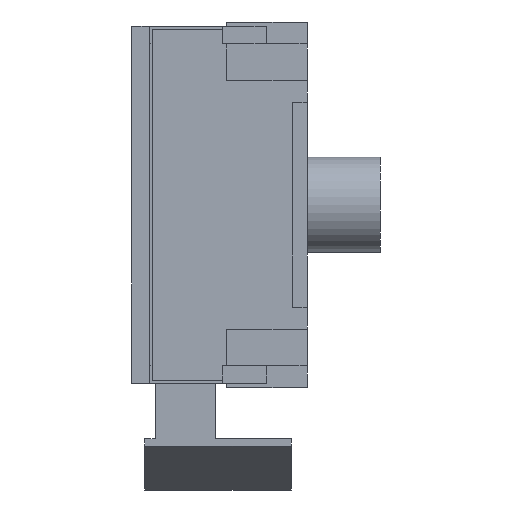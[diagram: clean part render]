
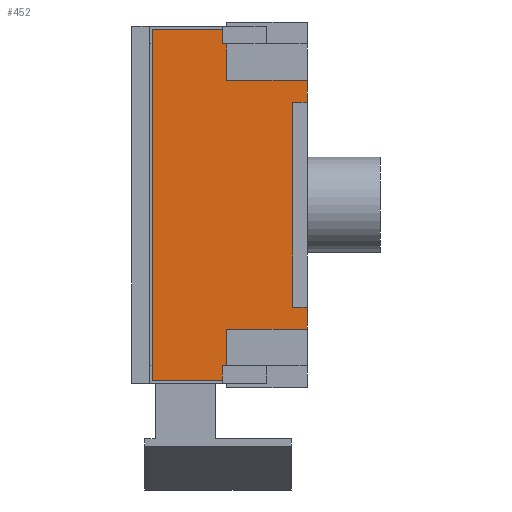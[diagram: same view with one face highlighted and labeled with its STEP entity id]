
A CAD part, left-side view. The second image highlights one B-rep face of the part: STEP entity #452.
In plain terms, the highlighted planar face has unit normal (-1, 0, 0).
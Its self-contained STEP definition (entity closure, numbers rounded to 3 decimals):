
#23 = EDGE_CURVE ( 'NONE', #785, #652, #1006, .T. ) ;
#47 = EDGE_CURVE ( 'NONE', #422, #2975, #1189, .T. ) ;
#50 = EDGE_CURVE ( 'NONE', #2299, #2991, #1202, .T. ) ;
#65 = ORIENTED_EDGE ( 'NONE', *, *, #47, .F. ) ;
#110 = VERTEX_POINT ( 'NONE', #1481 ) ;
#121 = EDGE_CURVE ( 'NONE', #133, #132, #1533, .T. ) ;
#132 = VERTEX_POINT ( 'NONE', #1610 ) ;
#133 = VERTEX_POINT ( 'NONE', #1615 ) ;
#141 = ORIENTED_EDGE ( 'NONE', *, *, #121, .T. ) ;
#149 = ORIENTED_EDGE ( 'NONE', *, *, #479, .F. ) ;
#194 = VERTEX_POINT ( 'NONE', #1940 ) ;
#200 = EDGE_CURVE ( 'NONE', #110, #510, #1978, .T. ) ;
#205 = ORIENTED_EDGE ( 'NONE', *, *, #2459, .F. ) ;
#256 = EDGE_CURVE ( 'NONE', #2299, #652, #2281, .T. ) ;
#258 = ORIENTED_EDGE ( 'NONE', *, *, #732, .T. ) ;
#298 = EDGE_CURVE ( 'NONE', #132, #499, #2437, .T. ) ;
#318 = ORIENTED_EDGE ( 'NONE', *, *, #2918, .T. ) ;
#351 = ORIENTED_EDGE ( 'NONE', *, *, #200, .F. ) ;
#375 = VERTEX_POINT ( 'NONE', #2737 ) ;
#399 = EDGE_CURVE ( 'NONE', #194, #499, #2763, .T. ) ;
#417 = ORIENTED_EDGE ( 'NONE', *, *, #2568, .T. ) ;
#422 = VERTEX_POINT ( 'NONE', #1812 ) ;
#447 = EDGE_CURVE ( 'NONE', #1235, #2978, #2045, .T. ) ;
#452 = ADVANCED_FACE ( 'NONE', ( #2108 ), #2109, .F. ) ;
#479 = EDGE_CURVE ( 'NONE', #2991, #375, #905, .T. ) ;
#481 = ORIENTED_EDGE ( 'NONE', *, *, #298, .T. ) ;
#499 = VERTEX_POINT ( 'NONE', #997 ) ;
#510 = VERTEX_POINT ( 'NONE', #1061 ) ;
#555 = ORIENTED_EDGE ( 'NONE', *, *, #662, .T. ) ;
#594 = ORIENTED_EDGE ( 'NONE', *, *, #50, .F. ) ;
#610 = ORIENTED_EDGE ( 'NONE', *, *, #1625, .T. ) ;
#652 = VERTEX_POINT ( 'NONE', #1643 ) ;
#662 = EDGE_CURVE ( 'NONE', #2524, #510, #1663, .T. ) ;
#730 = EDGE_LOOP ( 'NONE', ( #141, #481, #2940, #258, #555, #351, #205, #2546, #318, #149, #594, #1269, #2946, #610, #65, #417 ) ) ;
#732 = EDGE_CURVE ( 'NONE', #194, #2524, #2007, .T. ) ;
#785 = VERTEX_POINT ( 'NONE', #2305 ) ;
#905 = LINE ( 'NONE', #906, #907 ) ;
#906 = CARTESIAN_POINT ( 'NONE',  ( -1.5, 1.06, 1.2 ) ) ;
#907 = VECTOR ( 'NONE', #908, 1000. ) ;
#908 = DIRECTION ( 'NONE',  ( 0., -1., 0. ) ) ;
#997 = CARTESIAN_POINT ( 'NONE',  ( -1.5, 0.1, -0.7 ) ) ;
#1006 = LINE ( 'NONE', #1007, #1008 ) ;
#1007 = CARTESIAN_POINT ( 'NONE',  ( -1.5, 0.58, 1.22 ) ) ;
#1008 = VECTOR ( 'NONE', #1009, 1000. ) ;
#1009 = DIRECTION ( 'NONE',  ( 0., 0., -1. ) ) ;
#1045 = LINE ( 'NONE', #1046, #1047 ) ;
#1046 = CARTESIAN_POINT ( 'NONE',  ( -1.5, 0.58, 1.22 ) ) ;
#1047 = VECTOR ( 'NONE', #1048, 1000. ) ;
#1048 = DIRECTION ( 'NONE',  ( 0., 0., 1. ) ) ;
#1061 = CARTESIAN_POINT ( 'NONE',  ( -1.5, 0., 0.85 ) ) ;
#1189 = LINE ( 'NONE', #1190, #1191 ) ;
#1190 = CARTESIAN_POINT ( 'NONE',  ( -1.5, 0.55, -0.85 ) ) ;
#1191 = VECTOR ( 'NONE', #1192, 1000. ) ;
#1192 = DIRECTION ( 'NONE',  ( 0., 0., -1. ) ) ;
#1202 = LINE ( 'NONE', #1203, #1204 ) ;
#1203 = CARTESIAN_POINT ( 'NONE',  ( -1.5, 1.06, 1.22 ) ) ;
#1204 = VECTOR ( 'NONE', #1205, 1000. ) ;
#1205 = DIRECTION ( 'NONE',  ( 0., 0., 1. ) ) ;
#1235 = VERTEX_POINT ( 'NONE', #2508 ) ;
#1269 = ORIENTED_EDGE ( 'NONE', *, *, #256, .T. ) ;
#1423 = CARTESIAN_POINT ( 'NONE',  ( -1.5, 0.55, -1.1 ) ) ;
#1455 = CARTESIAN_POINT ( 'NONE',  ( -1.5, 0.58, 1.1 ) ) ;
#1481 = CARTESIAN_POINT ( 'NONE',  ( -1.5, 0.55, 0.85 ) ) ;
#1533 = LINE ( 'NONE', #1534, #1535 ) ;
#1534 = CARTESIAN_POINT ( 'NONE',  ( -1.5, 0., 1.22 ) ) ;
#1535 = VECTOR ( 'NONE', #1536, 1000. ) ;
#1536 = DIRECTION ( 'NONE',  ( 0., 0., 1. ) ) ;
#1594 = CARTESIAN_POINT ( 'NONE',  ( -1.5, 1.06, 1.2 ) ) ;
#1610 = CARTESIAN_POINT ( 'NONE',  ( -1.5, 0., -0.7 ) ) ;
#1615 = CARTESIAN_POINT ( 'NONE',  ( -1.5, 0., -0.85 ) ) ;
#1625 = EDGE_CURVE ( 'NONE', #785, #2975, #2705, .T. ) ;
#1643 = CARTESIAN_POINT ( 'NONE',  ( -1.5, 0.58, -1.2 ) ) ;
#1663 = LINE ( 'NONE', #1664, #1665 ) ;
#1664 = CARTESIAN_POINT ( 'NONE',  ( -1.5, 0., 1.22 ) ) ;
#1665 = VECTOR ( 'NONE', #1666, 1000. ) ;
#1666 = DIRECTION ( 'NONE',  ( 0., 0., 1. ) ) ;
#1812 = CARTESIAN_POINT ( 'NONE',  ( -1.5, 0.55, -0.85 ) ) ;
#1889 = CARTESIAN_POINT ( 'NONE',  ( -1.5, 1.06, -1.2 ) ) ;
#1940 = CARTESIAN_POINT ( 'NONE',  ( -1.5, 0.1, 0.7 ) ) ;
#1978 = LINE ( 'NONE', #1979, #1980 ) ;
#1979 = CARTESIAN_POINT ( 'NONE',  ( -1.5, 0.55, 0.85 ) ) ;
#1980 = VECTOR ( 'NONE', #1981, 1000. ) ;
#1981 = DIRECTION ( 'NONE',  ( 0., -1., 0. ) ) ;
#1994 = LINE ( 'NONE', #1995, #1996 ) ;
#1995 = CARTESIAN_POINT ( 'NONE',  ( -1.5, 0.55, 0.85 ) ) ;
#1996 = VECTOR ( 'NONE', #1997, 1000. ) ;
#1997 = DIRECTION ( 'NONE',  ( 0., 0., -1. ) ) ;
#2007 = LINE ( 'NONE', #2008, #2009 ) ;
#2008 = CARTESIAN_POINT ( 'NONE',  ( -1.5, 1.06, 0.7 ) ) ;
#2009 = VECTOR ( 'NONE', #2010, 1000. ) ;
#2010 = DIRECTION ( 'NONE',  ( 0., -1., 0. ) ) ;
#2045 = LINE ( 'NONE', #2046, #2047 ) ;
#2046 = CARTESIAN_POINT ( 'NONE',  ( -1.5, 1.06, 1.1 ) ) ;
#2047 = VECTOR ( 'NONE', #2048, 1000. ) ;
#2048 = DIRECTION ( 'NONE',  ( 0., 1., 0. ) ) ;
#2066 = CARTESIAN_POINT ( 'NONE',  ( -1.5, 0., 0.7 ) ) ;
#2099 = LINE ( 'NONE', #2100, #2101 ) ;
#2100 = CARTESIAN_POINT ( 'NONE',  ( -1.5, 0.55, -0.85 ) ) ;
#2101 = VECTOR ( 'NONE', #2102, 1000. ) ;
#2102 = DIRECTION ( 'NONE',  ( 0., -1., 0. ) ) ;
#2108 = FACE_OUTER_BOUND ( 'NONE', #730, .T. ) ;
#2109 = PLANE ( 'NONE',  #2110 ) ;
#2110 = AXIS2_PLACEMENT_3D ( 'NONE', #2113, #2114, #2115 ) ;
#2113 = CARTESIAN_POINT ( 'NONE',  ( -1.5, 1.06, 1.22 ) ) ;
#2114 = DIRECTION ( 'NONE',  ( 1., 0., 0. ) ) ;
#2115 = DIRECTION ( 'NONE',  ( 0., 0., -1. ) ) ;
#2281 = LINE ( 'NONE', #2283, #2284 ) ;
#2283 = CARTESIAN_POINT ( 'NONE',  ( -1.5, 1.06, -1.2 ) ) ;
#2284 = VECTOR ( 'NONE', #2285, 1000. ) ;
#2285 = DIRECTION ( 'NONE',  ( 0., -1., 0. ) ) ;
#2299 = VERTEX_POINT ( 'NONE', #1889 ) ;
#2305 = CARTESIAN_POINT ( 'NONE',  ( -1.5, 0.58, -1.1 ) ) ;
#2437 = LINE ( 'NONE', #2442, #2443 ) ;
#2442 = CARTESIAN_POINT ( 'NONE',  ( -1.5, 1.06, -0.7 ) ) ;
#2443 = VECTOR ( 'NONE', #2444, 1000. ) ;
#2444 = DIRECTION ( 'NONE',  ( 0., 1., 0. ) ) ;
#2459 = EDGE_CURVE ( 'NONE', #1235, #110, #1994, .T. ) ;
#2508 = CARTESIAN_POINT ( 'NONE',  ( -1.5, 0.55, 1.1 ) ) ;
#2524 = VERTEX_POINT ( 'NONE', #2066 ) ;
#2546 = ORIENTED_EDGE ( 'NONE', *, *, #447, .T. ) ;
#2568 = EDGE_CURVE ( 'NONE', #422, #133, #2099, .T. ) ;
#2705 = LINE ( 'NONE', #2706, #2707 ) ;
#2706 = CARTESIAN_POINT ( 'NONE',  ( -1.5, 1.06, -1.1 ) ) ;
#2707 = VECTOR ( 'NONE', #2708, 1000. ) ;
#2708 = DIRECTION ( 'NONE',  ( 0., -1., 0. ) ) ;
#2737 = CARTESIAN_POINT ( 'NONE',  ( -1.5, 0.58, 1.2 ) ) ;
#2763 = LINE ( 'NONE', #2764, #2766 ) ;
#2764 = CARTESIAN_POINT ( 'NONE',  ( -1.5, 0.1, 1.22 ) ) ;
#2766 = VECTOR ( 'NONE', #2767, 1000. ) ;
#2767 = DIRECTION ( 'NONE',  ( 0., 0., -1. ) ) ;
#2918 = EDGE_CURVE ( 'NONE', #2978, #375, #1045, .T. ) ;
#2940 = ORIENTED_EDGE ( 'NONE', *, *, #399, .F. ) ;
#2946 = ORIENTED_EDGE ( 'NONE', *, *, #23, .F. ) ;
#2975 = VERTEX_POINT ( 'NONE', #1423 ) ;
#2978 = VERTEX_POINT ( 'NONE', #1455 ) ;
#2991 = VERTEX_POINT ( 'NONE', #1594 ) ;
